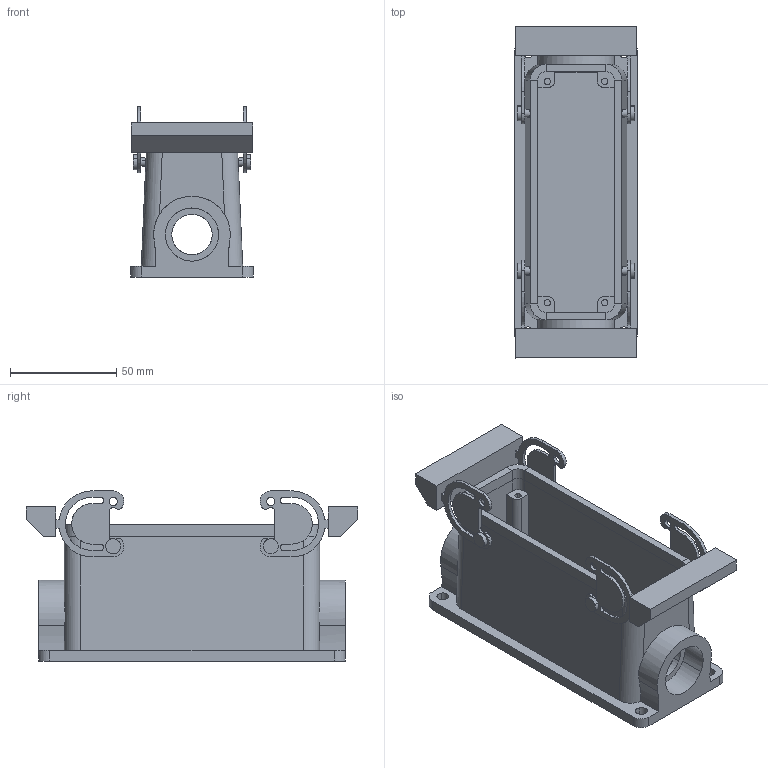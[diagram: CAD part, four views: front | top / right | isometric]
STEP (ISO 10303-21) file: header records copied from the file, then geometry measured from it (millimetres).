
FILE_DESCRIPTION(('CATIA V5 STEP Exchange','CAx-IF Rec.Pracs.--- Model Styling and Organization---1.4--- 2014-01-23'),'2;1');
FILE_NAME ('13415499_2', '2019-07-25T14:28:34+00:00', ('none'), ('Weidmueller'), 'CATIA Version 5-6 Release 2016 SP3 HF44', 'CATIA V5 STEP AP214', 'none');
FILE_SCHEMA(('AUTOMOTIVE_DESIGN { 1 0 10303 214 1 1 1 1 }'));
Length unit declared in the file: millimetre
Products named in the file (1): 1787870000
Bounding box: 57.5 x 156 x 80 mm (x, y, z)
Volume: 163250.2 mm3; surface area: 71655.7 mm2
Topology: 2 solids, 2 shells, 269 faces, 726 edges, 474 vertices
Faces by surface type: cylinder 136, plane 133
Entity records: 8706 total; most frequent: CARTESIAN_POINT 2380, ORIENTED_EDGE 1452, DIRECTION 988, EDGE_CURVE 726, VERTEX_POINT 474, VECTOR 426, LINE 426, AXIS2_PLACEMENT_3D 389
